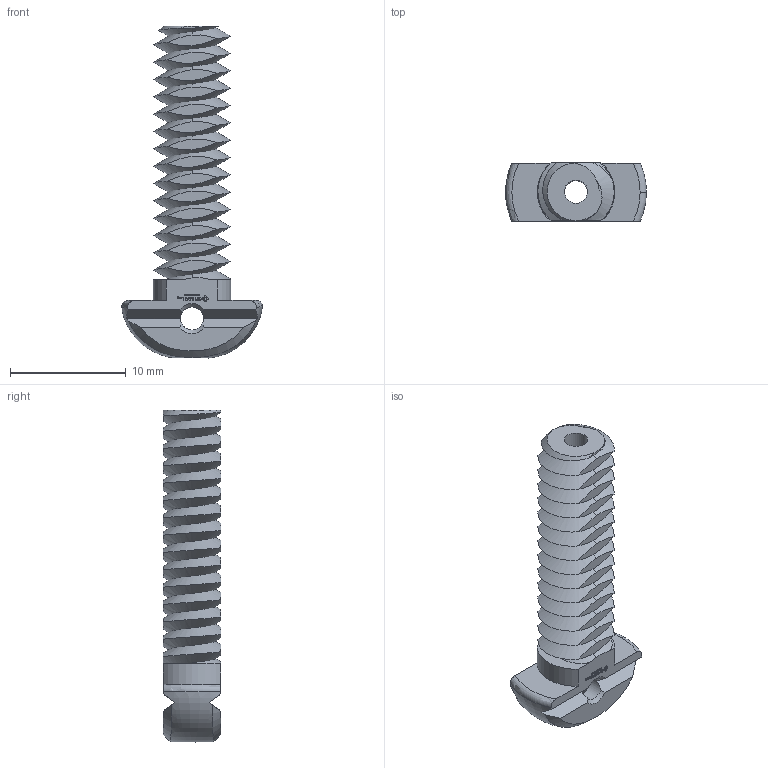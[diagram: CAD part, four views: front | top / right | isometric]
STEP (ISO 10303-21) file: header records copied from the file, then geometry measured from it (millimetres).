
FILE_DESCRIPTION(('FreeCAD Model'),'2;1');
FILE_NAME('Open CASCADE Shape Model','2023-10-26T19:27:59',(''),(''), 'Open CASCADE STEP processor 7.6','FreeCAD','Unknown');
FILE_SCHEMA(('AUTOMOTIVE_DESIGN { 1 0 10303 214 1 1 1 1 }'));
Products named in the file (1): Screw FL-RH RHD BU01.50 - SPN-SCR-0086 (stemfie.org)
Bounding box: 12.2 x 5 x 28.73 mm (x, y, z)
Volume: 641.5 mm3; surface area: 1098.8 mm2
Topology: 1 solids, 1 shells, 632 faces, 1779 edges, 1179 vertices
Faces by surface type: plane 341, extrusion 236, bspline 35, cone 10, cylinder 6, torus 3, revolution 1
Full cylindrical faces by diameter (mm): 2 x2, 2.001 x1
Entity records: 57711 total; most frequent: CARTESIAN_POINT 24735, DIRECTION 4890, VECTOR 4030, LINE 3794, ORIENTED_EDGE 3558, PCURVE 3558, DEFINITIONAL_REPRESENTATION 3558, EDGE_CURVE 1779
